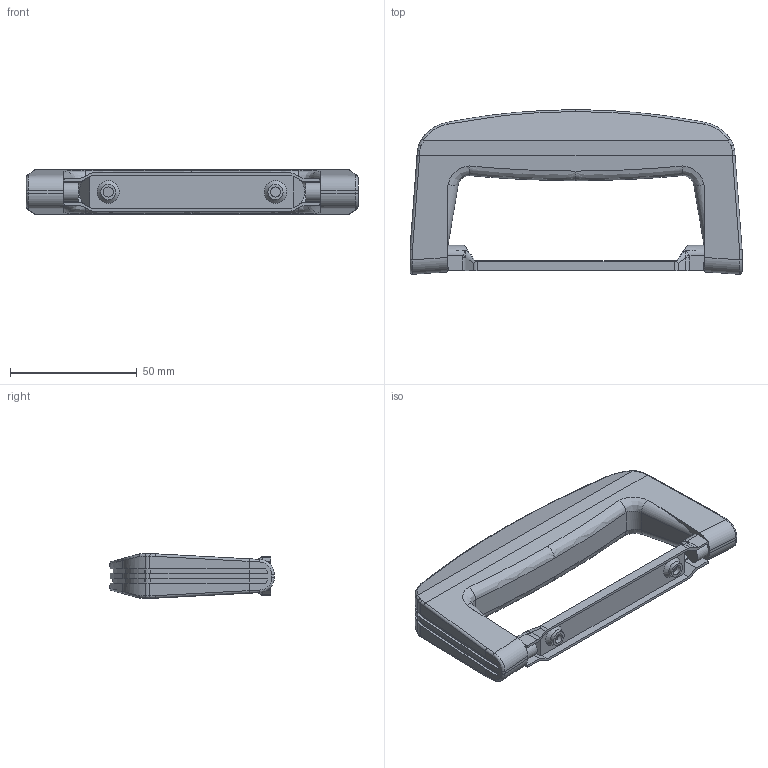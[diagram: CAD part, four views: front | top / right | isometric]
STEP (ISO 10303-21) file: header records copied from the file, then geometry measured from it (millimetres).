
FILE_DESCRIPTION(/* description */ (''),/* implementation_level */ '2;1');
FILE_NAME(/* name */ 'A-007-11(신형).stp',/* time_stamp */ '2025-10-17T14:52:49+09:00',/* author */ ('user'),/* organization */ (''),/* preprocessor_version */ 'ST-DEVELOPER v15.6',/* originating_system */ 'Autodesk Inventor 2015',/* authorisation */ '');
FILE_SCHEMA (('AUTOMOTIVE_DESIGN { 1 0 10303 214 3 1 1 }'));
Length unit declared in the file: millimetre
Products named in the file (3): A-0047-11(신형); DR_A-007-11-P; A-007-11(신형)
Bounding box: 131 x 64.93 x 17.5 mm (x, y, z)
Volume: 67586.7 mm3; surface area: 20066.8 mm2
Topology: 2 solids, 2 shells, 268 faces, 712 edges, 432 vertices
Faces by surface type: plane 92, cylinder 88, bspline 68, torus 8, sphere 8, cone 4
Full cylindrical faces by diameter (mm): 4 x2, 6 x2, 7.3 x2
Entity records: 10106 total; most frequent: CARTESIAN_POINT 3605, ORIENTED_EDGE 1380, DIRECTION 1316, EDGE_CURVE 690, AXIS2_PLACEMENT_3D 495, VERTEX_POINT 432, LINE 326, VECTOR 326
